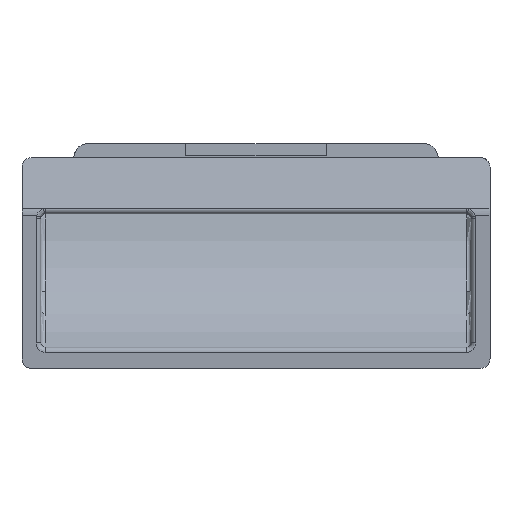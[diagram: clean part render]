
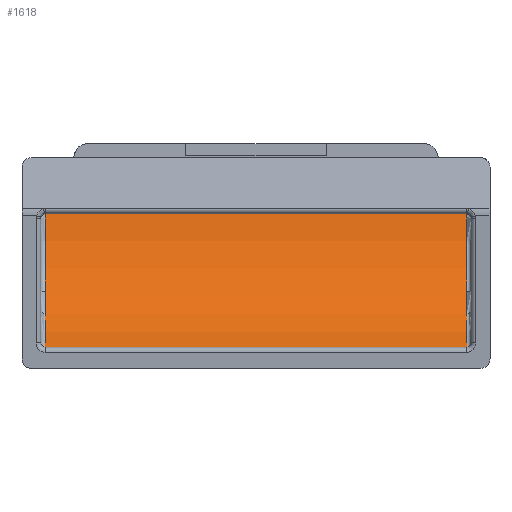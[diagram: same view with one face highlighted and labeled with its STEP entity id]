
A CAD part, front view. The second image highlights one B-rep face of the part: STEP entity #1618.
In plain terms, the highlighted cylindrical face has radius 36.177 mm (diameter 72.354 mm), a partial arc.
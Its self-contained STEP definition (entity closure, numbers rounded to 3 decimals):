
#7 = DIRECTION ( 'NONE',  ( -1., 0., 0. ) ) ;
#74 = FACE_OUTER_BOUND ( 'NONE', #2783, .T. ) ;
#207 = VECTOR ( 'NONE', #7, 1000. ) ;
#277 = DIRECTION ( 'NONE',  ( 1., 0., 0. ) ) ;
#432 = VERTEX_POINT ( 'NONE', #2743 ) ;
#633 = ORIENTED_EDGE ( 'NONE', *, *, #649, .T. ) ;
#649 = EDGE_CURVE ( 'NONE', #1285, #723, #3900, .T. ) ;
#671 = CARTESIAN_POINT ( 'NONE',  ( -45., 19.567, 9.746 ) ) ;
#723 = VERTEX_POINT ( 'NONE', #671 ) ;
#1252 = ORIENTED_EDGE ( 'NONE', *, *, #2640, .T. ) ;
#1285 = VERTEX_POINT ( 'NONE', #4275 ) ;
#1340 = DIRECTION ( 'NONE',  ( 1., 0., 0. ) ) ;
#1525 = CARTESIAN_POINT ( 'NONE',  ( -954., -16.416, 13.488 ) ) ;
#1618 = ADVANCED_FACE ( 'NONE', ( #74 ), #2528, .F. ) ;
#1883 = CARTESIAN_POINT ( 'NONE',  ( -45., -16.416, 13.488 ) ) ;
#1966 = VECTOR ( 'NONE', #1340, 1000. ) ;
#1990 = AXIS2_PLACEMENT_3D ( 'NONE', #2270, #277, #2618 ) ;
#2011 = CIRCLE ( 'NONE', #3148, 36.177 ) ;
#2055 = CARTESIAN_POINT ( 'NONE',  ( -954., 19.567, 9.746 ) ) ;
#2219 = DIRECTION ( 'NONE',  ( 0., 0., 1. ) ) ;
#2247 = CIRCLE ( 'NONE', #1990, 36.177 ) ;
#2270 = CARTESIAN_POINT ( 'NONE',  ( 45., -16.416, 13.488 ) ) ;
#2337 = EDGE_CURVE ( 'NONE', #723, #432, #2011, .T. ) ;
#2524 = DIRECTION ( 'NONE',  ( 1., 0., 0. ) ) ;
#2528 = CYLINDRICAL_SURFACE ( 'NONE', #2854, 36.177 ) ;
#2618 = DIRECTION ( 'NONE',  ( 0., 0., 1. ) ) ;
#2633 = CARTESIAN_POINT ( 'NONE',  ( 45., 0.021, -18.739 ) ) ;
#2640 = EDGE_CURVE ( 'NONE', #432, #3479, #3698, .T. ) ;
#2743 = CARTESIAN_POINT ( 'NONE',  ( -45., 0.021, -18.739 ) ) ;
#2783 = EDGE_LOOP ( 'NONE', ( #3871, #633, #2789, #1252 ) ) ;
#2789 = ORIENTED_EDGE ( 'NONE', *, *, #2337, .T. ) ;
#2849 = DIRECTION ( 'NONE',  ( 0., 0., -1. ) ) ;
#2854 = AXIS2_PLACEMENT_3D ( 'NONE', #1525, #2524, #2849 ) ;
#3148 = AXIS2_PLACEMENT_3D ( 'NONE', #1883, #4266, #2219 ) ;
#3388 = CARTESIAN_POINT ( 'NONE',  ( -954., 0.021, -18.739 ) ) ;
#3458 = EDGE_CURVE ( 'NONE', #3479, #1285, #2247, .T. ) ;
#3479 = VERTEX_POINT ( 'NONE', #2633 ) ;
#3698 = LINE ( 'NONE', #3388, #1966 ) ;
#3871 = ORIENTED_EDGE ( 'NONE', *, *, #3458, .T. ) ;
#3900 = LINE ( 'NONE', #2055, #207 ) ;
#4266 = DIRECTION ( 'NONE',  ( -1., 0., 0. ) ) ;
#4275 = CARTESIAN_POINT ( 'NONE',  ( 45., 19.567, 9.746 ) ) ;
